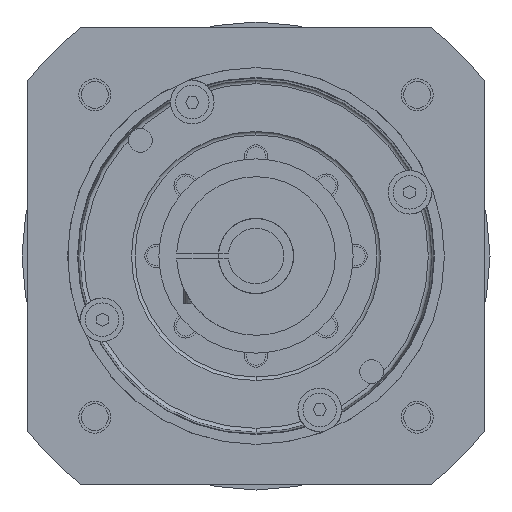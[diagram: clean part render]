
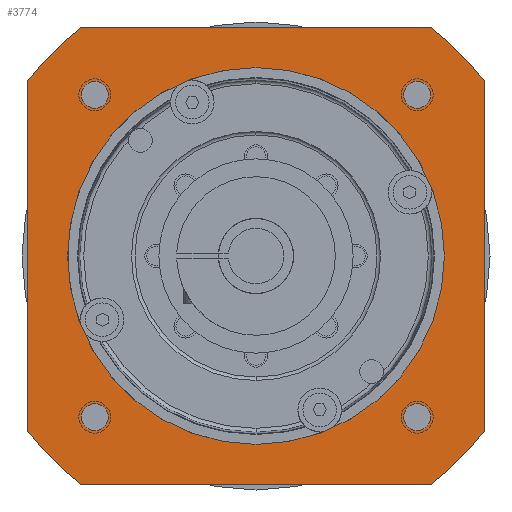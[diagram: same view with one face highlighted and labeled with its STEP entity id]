
A CAD part, left-side view. The second image highlights one B-rep face of the part: STEP entity #3774.
In plain terms, the highlighted planar face has unit normal (-1, 0, 0).
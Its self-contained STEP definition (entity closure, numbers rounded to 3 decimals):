
#627=CARTESIAN_POINT('',(0.,0.,0.));
#628=DIRECTION('',(-1.,0.,0.));
#629=DIRECTION('',(0.,-0.609,-0.793));
#630=AXIS2_PLACEMENT_3D('',#627,#628,#629);
#632=DIRECTION('',(0.,-1.,0.));
#633=VECTOR('',#632,88.318);
#634=CARTESIAN_POINT('',(0.,44.159,-57.5));
#635=LINE('',#634,#633);
#636=CARTESIAN_POINT('',(0.,0.,0.));
#637=DIRECTION('',(-1.,0.,0.));
#638=DIRECTION('',(0.,0.793,-0.609));
#639=AXIS2_PLACEMENT_3D('',#636,#637,#638);
#641=DIRECTION('',(0.,0.,-1.));
#642=VECTOR('',#641,88.318);
#643=CARTESIAN_POINT('',(0.,57.5,44.159));
#644=LINE('',#643,#642);
#645=CARTESIAN_POINT('',(0.,0.,0.));
#646=DIRECTION('',(-1.,0.,0.));
#647=DIRECTION('',(0.,0.609,0.793));
#648=AXIS2_PLACEMENT_3D('',#645,#646,#647);
#650=DIRECTION('',(0.,1.,0.));
#651=VECTOR('',#650,88.318);
#652=CARTESIAN_POINT('',(0.,-44.159,57.5));
#653=LINE('',#652,#651);
#654=CARTESIAN_POINT('',(0.,0.,0.));
#655=DIRECTION('',(-1.,0.,0.));
#656=DIRECTION('',(0.,-0.793,0.609));
#657=AXIS2_PLACEMENT_3D('',#654,#655,#656);
#659=DIRECTION('',(0.,0.,1.));
#660=VECTOR('',#659,88.318);
#661=CARTESIAN_POINT('',(0.,-57.5,-44.159));
#662=LINE('',#661,#660);
#663=CARTESIAN_POINT('',(0.,0.,0.));
#664=DIRECTION('',(-1.,0.,0.));
#665=DIRECTION('',(0.,0.,-1.));
#666=AXIS2_PLACEMENT_3D('',#663,#664,#665);
#668=CARTESIAN_POINT('',(0.,0.,0.));
#669=DIRECTION('',(-1.,0.,0.));
#670=DIRECTION('',(0.,0.,1.));
#671=AXIS2_PLACEMENT_3D('',#668,#669,#670);
#673=CARTESIAN_POINT('',(0.,-40.659,-40.659));
#674=DIRECTION('',(1.,0.,0.));
#675=DIRECTION('',(0.,1.,0.));
#676=AXIS2_PLACEMENT_3D('',#673,#674,#675);
#678=CARTESIAN_POINT('',(0.,-40.659,-40.659));
#679=DIRECTION('',(1.,0.,0.));
#680=DIRECTION('',(0.,-1.,0.));
#681=AXIS2_PLACEMENT_3D('',#678,#679,#680);
#683=CARTESIAN_POINT('',(0.,40.659,-40.659));
#684=DIRECTION('',(1.,0.,0.));
#685=DIRECTION('',(0.,0.,1.));
#686=AXIS2_PLACEMENT_3D('',#683,#684,#685);
#688=CARTESIAN_POINT('',(0.,40.659,-40.659));
#689=DIRECTION('',(1.,0.,0.));
#690=DIRECTION('',(0.,0.,-1.));
#691=AXIS2_PLACEMENT_3D('',#688,#689,#690);
#693=CARTESIAN_POINT('',(0.,40.659,40.659));
#694=DIRECTION('',(1.,0.,0.));
#695=DIRECTION('',(0.,-1.,0.));
#696=AXIS2_PLACEMENT_3D('',#693,#694,#695);
#698=CARTESIAN_POINT('',(0.,40.659,40.659));
#699=DIRECTION('',(1.,0.,0.));
#700=DIRECTION('',(0.,1.,0.));
#701=AXIS2_PLACEMENT_3D('',#698,#699,#700);
#703=CARTESIAN_POINT('',(0.,-40.659,40.659));
#704=DIRECTION('',(1.,0.,0.));
#705=DIRECTION('',(0.,0.,-1.));
#706=AXIS2_PLACEMENT_3D('',#703,#704,#705);
#708=CARTESIAN_POINT('',(0.,-40.659,40.659));
#709=DIRECTION('',(1.,0.,0.));
#710=DIRECTION('',(0.,0.,1.));
#711=AXIS2_PLACEMENT_3D('',#708,#709,#710);
#2305=CARTESIAN_POINT('',(0.,-44.159,-57.5));
#2306=CARTESIAN_POINT('',(0.,-57.5,-44.159));
#2307=VERTEX_POINT('',#2305);
#2308=VERTEX_POINT('',#2306);
#2309=CARTESIAN_POINT('',(0.,-57.5,44.159));
#2310=VERTEX_POINT('',#2309);
#2311=CARTESIAN_POINT('',(0.,-44.159,57.5));
#2312=VERTEX_POINT('',#2311);
#2313=CARTESIAN_POINT('',(0.,44.159,57.5));
#2314=VERTEX_POINT('',#2313);
#2315=CARTESIAN_POINT('',(0.,57.5,44.159));
#2316=VERTEX_POINT('',#2315);
#2317=CARTESIAN_POINT('',(0.,57.5,-44.159));
#2318=VERTEX_POINT('',#2317);
#2319=CARTESIAN_POINT('',(0.,44.159,-57.5));
#2320=VERTEX_POINT('',#2319);
#2379=CARTESIAN_POINT('',(0.,0.,-47.5));
#2380=CARTESIAN_POINT('',(0.,0.,47.5));
#2381=VERTEX_POINT('',#2379);
#2382=VERTEX_POINT('',#2380);
#2395=CARTESIAN_POINT('',(0.,-37.259,-40.659));
#2396=CARTESIAN_POINT('',(0.,-44.059,-40.659));
#2397=VERTEX_POINT('',#2395);
#2398=VERTEX_POINT('',#2396);
#2403=CARTESIAN_POINT('',(0.,40.659,-37.259));
#2404=CARTESIAN_POINT('',(0.,40.659,-44.059));
#2405=VERTEX_POINT('',#2403);
#2406=VERTEX_POINT('',#2404);
#2411=CARTESIAN_POINT('',(0.,37.259,40.659));
#2412=CARTESIAN_POINT('',(0.,44.059,40.659));
#2413=VERTEX_POINT('',#2411);
#2414=VERTEX_POINT('',#2412);
#2419=CARTESIAN_POINT('',(0.,-40.659,37.259));
#2420=CARTESIAN_POINT('',(0.,-40.659,44.059));
#2421=VERTEX_POINT('',#2419);
#2422=VERTEX_POINT('',#2420);
#3723=CARTESIAN_POINT('',(0.,0.,0.));
#3724=DIRECTION('',(-1.,0.,0.));
#3725=DIRECTION('',(0.,1.,0.));
#3726=AXIS2_PLACEMENT_3D('',#3723,#3724,#3725);
#3727=PLANE('',#3726);
#3729=ORIENTED_EDGE('',*,*,#3728,.F.);
#3731=ORIENTED_EDGE('',*,*,#3730,.F.);
#3733=ORIENTED_EDGE('',*,*,#3732,.F.);
#3735=ORIENTED_EDGE('',*,*,#3734,.F.);
#3737=ORIENTED_EDGE('',*,*,#3736,.F.);
#3739=ORIENTED_EDGE('',*,*,#3738,.F.);
#3741=ORIENTED_EDGE('',*,*,#3740,.F.);
#3743=ORIENTED_EDGE('',*,*,#3742,.F.);
#3744=EDGE_LOOP('',(#3729,#3731,#3733,#3735,#3737,#3739,#3741,#3743));
#3745=FACE_OUTER_BOUND('',#3744,.F.);
#3746=ORIENTED_EDGE('',*,*,#3686,.T.);
#3747=ORIENTED_EDGE('',*,*,#3710,.T.);
#3748=EDGE_LOOP('',(#3746,#3747));
#3749=FACE_BOUND('',#3748,.F.);
#3751=ORIENTED_EDGE('',*,*,#3750,.F.);
#3753=ORIENTED_EDGE('',*,*,#3752,.F.);
#3754=EDGE_LOOP('',(#3751,#3753));
#3755=FACE_BOUND('',#3754,.F.);
#3757=ORIENTED_EDGE('',*,*,#3756,.F.);
#3759=ORIENTED_EDGE('',*,*,#3758,.F.);
#3760=EDGE_LOOP('',(#3757,#3759));
#3761=FACE_BOUND('',#3760,.F.);
#3763=ORIENTED_EDGE('',*,*,#3762,.F.);
#3765=ORIENTED_EDGE('',*,*,#3764,.F.);
#3766=EDGE_LOOP('',(#3763,#3765));
#3767=FACE_BOUND('',#3766,.F.);
#3769=ORIENTED_EDGE('',*,*,#3768,.F.);
#3771=ORIENTED_EDGE('',*,*,#3770,.F.);
#3772=EDGE_LOOP('',(#3769,#3771));
#3773=FACE_BOUND('',#3772,.F.);
#631=CIRCLE('',#630,72.5);
#640=CIRCLE('',#639,72.5);
#649=CIRCLE('',#648,72.5);
#658=CIRCLE('',#657,72.5);
#667=CIRCLE('',#666,47.5);
#672=CIRCLE('',#671,47.5);
#677=CIRCLE('',#676,3.4);
#682=CIRCLE('',#681,3.4);
#687=CIRCLE('',#686,3.4);
#692=CIRCLE('',#691,3.4);
#697=CIRCLE('',#696,3.4);
#702=CIRCLE('',#701,3.4);
#707=CIRCLE('',#706,3.4);
#712=CIRCLE('',#711,3.4);
#3686=EDGE_CURVE('',#2381,#2382,#667,.T.);
#3710=EDGE_CURVE('',#2382,#2381,#672,.T.);
#3728=EDGE_CURVE('',#2307,#2308,#631,.T.);
#3730=EDGE_CURVE('',#2320,#2307,#635,.T.);
#3732=EDGE_CURVE('',#2318,#2320,#640,.T.);
#3734=EDGE_CURVE('',#2316,#2318,#644,.T.);
#3736=EDGE_CURVE('',#2314,#2316,#649,.T.);
#3738=EDGE_CURVE('',#2312,#2314,#653,.T.);
#3740=EDGE_CURVE('',#2310,#2312,#658,.T.);
#3742=EDGE_CURVE('',#2308,#2310,#662,.T.);
#3750=EDGE_CURVE('',#2397,#2398,#677,.T.);
#3752=EDGE_CURVE('',#2398,#2397,#682,.T.);
#3756=EDGE_CURVE('',#2405,#2406,#687,.T.);
#3758=EDGE_CURVE('',#2406,#2405,#692,.T.);
#3762=EDGE_CURVE('',#2413,#2414,#697,.T.);
#3764=EDGE_CURVE('',#2414,#2413,#702,.T.);
#3768=EDGE_CURVE('',#2421,#2422,#707,.T.);
#3770=EDGE_CURVE('',#2422,#2421,#712,.T.);
#3774=ADVANCED_FACE('',(#3745,#3749,#3755,#3761,#3767,#3773),#3727,.T.);
